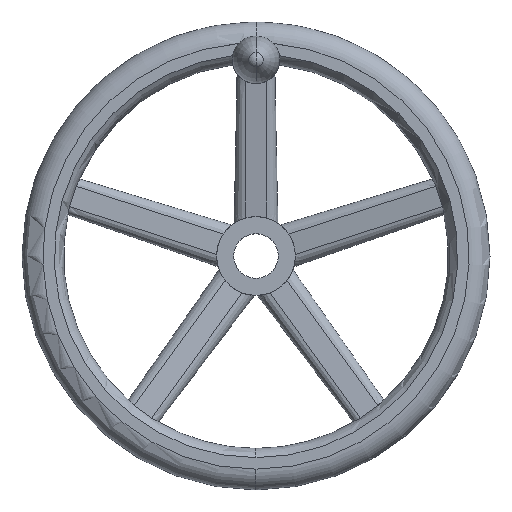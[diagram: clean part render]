
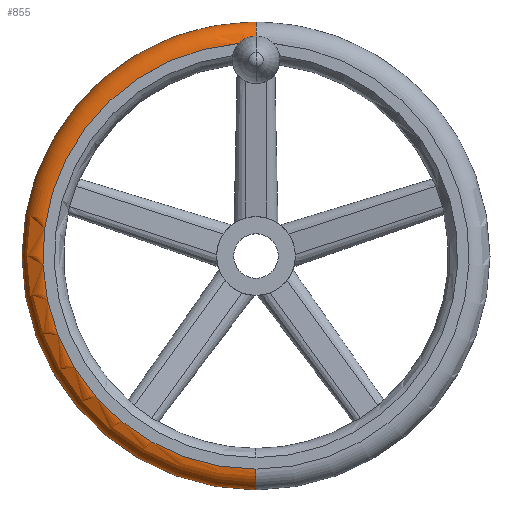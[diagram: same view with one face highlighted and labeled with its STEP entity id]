
A CAD part, top view. The second image highlights one B-rep face of the part: STEP entity #855.
In plain terms, the highlighted toroidal (fillet/blend) face has major radius 143.5 mm and minor radius 14 mm.
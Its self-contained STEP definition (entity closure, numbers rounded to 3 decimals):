
#535=VERTEX_POINT('',#1169);
#663=EDGE_CURVE('',#803,#755,#1305,.T.);
#699=VERTEX_POINT('',#1349);
#755=VERTEX_POINT('',#1414);
#803=VERTEX_POINT('',#1467);
#837=VERTEX_POINT('',#1503);
#841=EDGE_CURVE('',#837,#535,#1507,.T.);
#849=EDGE_CURVE('',#837,#755,#1516,.T.);
#855=ADVANCED_FACE('',(#1522),#1523,.T.);
#883=EDGE_CURVE('',#699,#535,#1554,.T.);
#897=EDGE_CURVE('',#699,#803,#1570,.T.);
#1169=CARTESIAN_POINT('',(0.,-157.5,42.0));
#1305=CIRCLE('',#2620,143.5);
#1349=CARTESIAN_POINT('',(0.,-143.5,56.0));
#1414=CARTESIAN_POINT('',(0.,143.5,56.0));
#1467=CARTESIAN_POINT('',(-11.589,143.031,56.));
#1503=CARTESIAN_POINT('',(0.,157.5,42.0));
#1507=CIRCLE('',#3213,157.5);
#1516=CIRCLE('',#3225,14.0);
#1522=FACE_OUTER_BOUND('',#3233,.T.);
#1523=TOROIDAL_SURFACE('',#3234,143.5,14.0);
#1554=CIRCLE('',#3379,14.0);
#1570=CIRCLE('',#3415,143.5);
#2620=AXIS2_PLACEMENT_3D('',#3939,#3940,#3941);
#3213=AXIS2_PLACEMENT_3D('',#4196,#4197,#4198);
#3225=AXIS2_PLACEMENT_3D('',#4216,#4217,#4218);
#3233=EDGE_LOOP('',(#4221,#4222,#4223,#4224,#4225));
#3234=AXIS2_PLACEMENT_3D('',#4226,#4227,#4228);
#3379=AXIS2_PLACEMENT_3D('',#4255,#4256,#4257);
#3415=AXIS2_PLACEMENT_3D('',#4278,#4279,#4280);
#3939=CARTESIAN_POINT('',(0.,0.,56.0));
#3940=DIRECTION('',(0.,0.,-1.0));
#3941=DIRECTION('',(0.,1.0,0.));
#4196=CARTESIAN_POINT('',(0.,0.,42.0));
#4197=DIRECTION('',(0.,0.,1.0));
#4198=DIRECTION('',(1.0,0.0,0.));
#4216=CARTESIAN_POINT('',(0.,143.5,42.0));
#4217=DIRECTION('',(1.0,0.,0.));
#4218=DIRECTION('',(0.,1.0,0.));
#4221=ORIENTED_EDGE('',*,*,#841,.T.);
#4222=ORIENTED_EDGE('',*,*,#883,.F.);
#4223=ORIENTED_EDGE('',*,*,#897,.T.);
#4224=ORIENTED_EDGE('',*,*,#663,.T.);
#4225=ORIENTED_EDGE('',*,*,#849,.F.);
#4226=CARTESIAN_POINT('',(0.,0.,42.0));
#4227=DIRECTION('',(0.,0.,1.0));
#4228=DIRECTION('',(0.,1.0,0.0));
#4255=CARTESIAN_POINT('',(0.,-143.5,42.0));
#4256=DIRECTION('',(1.0,0.,0.));
#4257=DIRECTION('',(0.,-1.0,0.));
#4278=CARTESIAN_POINT('',(0.,0.,56.0));
#4279=DIRECTION('',(0.,0.,-1.0));
#4280=DIRECTION('',(0.,1.0,0.));
